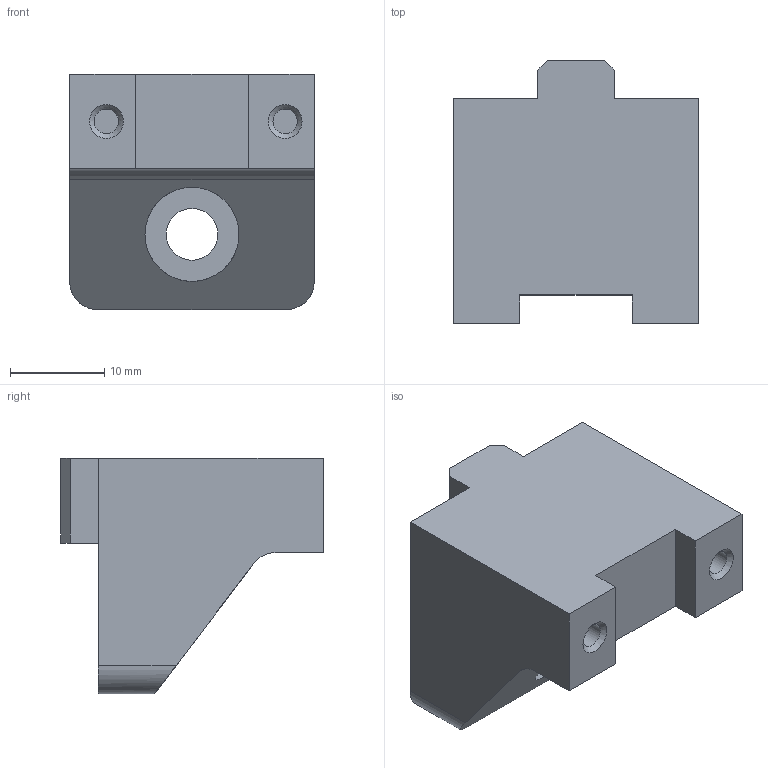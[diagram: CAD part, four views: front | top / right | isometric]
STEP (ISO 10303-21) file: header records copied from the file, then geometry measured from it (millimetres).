
FILE_DESCRIPTION(/* description */ (''),/* implementation_level */ '2;1');
FILE_NAME(/* name */ '02_05__XP__Bracket_B_Optical_Sensor_Y_Axis___V1.0.step',/* time_stamp */ '2025-04-03T11:36:55+02:00',/* author */ (''),/* organization */ (''),/* preprocessor_version */ 'ST-DEVELOPER v20.1',/* originating_system */ 'Autodesk Translation Framework v14.4.0.0',/* authorisation */ '');
FILE_SCHEMA (('AUTOMOTIVE_DESIGN { 1 0 10303 214 3 1 1 }'));
Length unit declared in the file: millimetre
Products named in the file (1): 02_05__XP__Bracket_B_Optical_Sensor_Y_Axis___V1.0
Bounding box: 26 x 27.9 x 25 mm (x, y, z)
Volume: 9834 mm3; surface area: 3690.3 mm2
Topology: 1 solids, 1 shells, 30 faces, 73 edges, 48 vertices
Faces by surface type: plane 21, cylinder 7, cone 2
Full cylindrical faces by diameter (mm): 2.6 x2, 5.5 x1, 10 x1
Entity records: 921 total; most frequent: CARTESIAN_POINT 152, DIRECTION 151, ORIENTED_EDGE 146, EDGE_CURVE 73, LINE 57, VECTOR 57, VERTEX_POINT 48, AXIS2_PLACEMENT_3D 47
